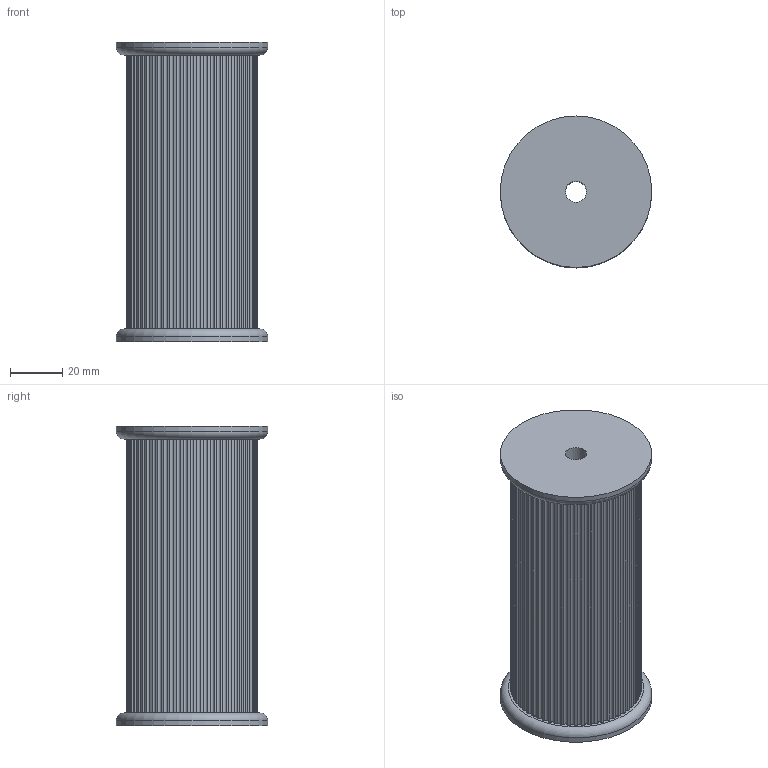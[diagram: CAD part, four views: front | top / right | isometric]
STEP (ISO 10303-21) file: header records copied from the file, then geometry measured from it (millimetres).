
FILE_DESCRIPTION(/* description */ (''),/* implementation_level */ '2;1');
FILE_NAME(/* name */ 'Trục băng chuyền.stp',/* time_stamp */ '2022-07-22T00:18:08+07:00',/* author */ ('PC'),/* organization */ (''),/* preprocessor_version */ 'ST-DEVELOPER v18',/* originating_system */ 'Autodesk Inventor 2020',/* authorisation */ '');
FILE_SCHEMA (('AUTOMOTIVE_DESIGN { 1 0 10303 214 3 1 1 }'));
Length unit declared in the file: millimetre
Products named in the file (1): Trục băng chuyền
Bounding box: 58.1 x 58.1 x 115 mm (x, y, z)
Volume: 221358.6 mm3; surface area: 32716.5 mm2
Topology: 1 solids, 1 shells, 129 faces, 383 edges, 258 vertices
Faces by surface type: cylinder 123, plane 4, torus 2
Full cylindrical faces by diameter (mm): 8.1 x1, 58.1 x2
Entity records: 4546 total; most frequent: DIRECTION 903, CARTESIAN_POINT 771, ORIENTED_EDGE 766, AXIS2_PLACEMENT_3D 390, EDGE_CURVE 383, CIRCLE 260, VERTEX_POINT 258, EDGE_LOOP 133
